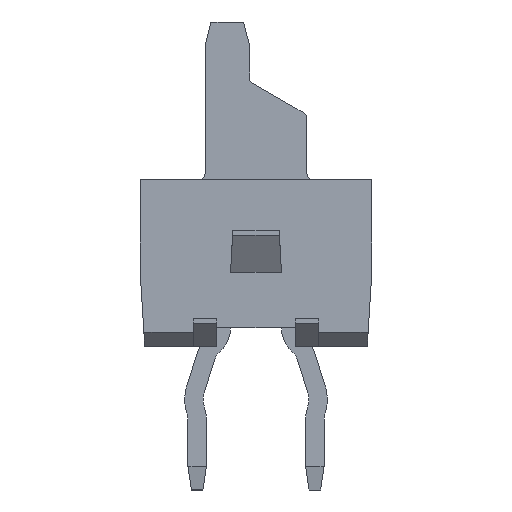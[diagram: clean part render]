
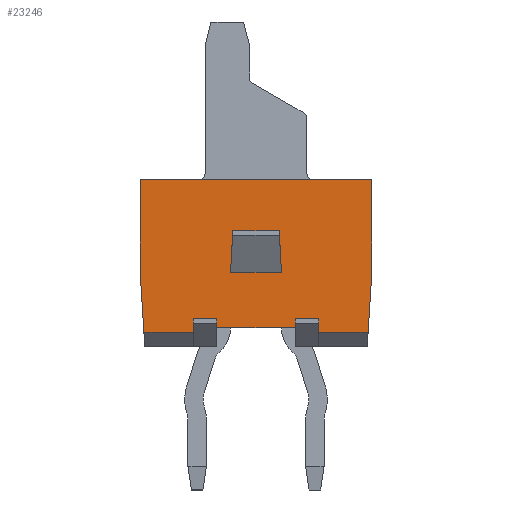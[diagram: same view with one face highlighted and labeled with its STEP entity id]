
A CAD part, front view. The second image highlights one B-rep face of the part: STEP entity #23246.
In plain terms, the highlighted face is planar.
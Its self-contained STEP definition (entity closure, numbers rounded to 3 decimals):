
#1932=ORIENTED_EDGE('',*,*,#6211,.T.);
#1933=ORIENTED_EDGE('',*,*,#6205,.T.);
#1934=ORIENTED_EDGE('',*,*,#6123,.F.);
#1935=ORIENTED_EDGE('',*,*,#6344,.T.);
#1936=ORIENTED_EDGE('',*,*,#6119,.F.);
#1937=ORIENTED_EDGE('',*,*,#6192,.F.);
#1938=ORIENTED_EDGE('',*,*,#6194,.T.);
#1939=ORIENTED_EDGE('',*,*,#6368,.T.);
#1940=ORIENTED_EDGE('',*,*,#6184,.F.);
#1941=ORIENTED_EDGE('',*,*,#6400,.F.);
#1942=ORIENTED_EDGE('',*,*,#6403,.F.);
#1943=ORIENTED_EDGE('',*,*,#6384,.T.);
#1944=ORIENTED_EDGE('',*,*,#6371,.T.);
#1945=ORIENTED_EDGE('',*,*,#6383,.T.);
#1946=ORIENTED_EDGE('',*,*,#6229,.T.);
#1947=ORIENTED_EDGE('',*,*,#6231,.T.);
#1948=ORIENTED_EDGE('',*,*,#6228,.F.);
#1949=ORIENTED_EDGE('',*,*,#6177,.F.);
#6119=EDGE_CURVE('',#8464,#8465,#9997,.T.);
#6123=EDGE_CURVE('',#8467,#8468,#10001,.T.);
#6177=EDGE_CURVE('',#8481,#8482,#10055,.T.);
#6184=EDGE_CURVE('',#8487,#8488,#10062,.T.);
#6192=EDGE_CURVE('',#8491,#8464,#10070,.T.);
#6194=EDGE_CURVE('',#8491,#8492,#10072,.T.);
#6205=EDGE_CURVE('',#8499,#8468,#10083,.T.);
#6211=EDGE_CURVE('',#8502,#8499,#10089,.T.);
#6228=EDGE_CURVE('',#8482,#8511,#10106,.T.);
#6229=EDGE_CURVE('',#8481,#8512,#10107,.T.);
#6231=EDGE_CURVE('',#8512,#8511,#10109,.T.);
#6344=EDGE_CURVE('',#8467,#8465,#10222,.T.);
#6368=EDGE_CURVE('',#8492,#8488,#10246,.T.);
#6371=EDGE_CURVE('',#8604,#8603,#10249,.T.);
#6383=EDGE_CURVE('',#8603,#8502,#10259,.T.);
#6384=EDGE_CURVE('',#8608,#8604,#10260,.T.);
#6400=EDGE_CURVE('',#8620,#8487,#10270,.T.);
#6403=EDGE_CURVE('',#8608,#8620,#10273,.T.);
#8464=VERTEX_POINT('',#31498);
#8465=VERTEX_POINT('',#31500);
#8467=VERTEX_POINT('',#31506);
#8468=VERTEX_POINT('',#31508);
#8481=VERTEX_POINT('',#31597);
#8482=VERTEX_POINT('',#31599);
#8487=VERTEX_POINT('',#31611);
#8488=VERTEX_POINT('',#31613);
#8491=VERTEX_POINT('',#31626);
#8492=VERTEX_POINT('',#31630);
#8499=VERTEX_POINT('',#31654);
#8502=VERTEX_POINT('',#31666);
#8511=VERTEX_POINT('',#31698);
#8512=VERTEX_POINT('',#31702);
#8603=VERTEX_POINT('',#31942);
#8604=VERTEX_POINT('',#31944);
#8608=VERTEX_POINT('',#31971);
#8620=VERTEX_POINT('',#32004);
#9997=LINE('',#31499,#11817);
#10001=LINE('',#31507,#11821);
#10055=LINE('',#31598,#11875);
#10062=LINE('',#31612,#11882);
#10070=LINE('',#31627,#11890);
#10072=LINE('',#31631,#11892);
#10083=LINE('',#31653,#11903);
#10089=LINE('',#31665,#11909);
#10106=LINE('',#31699,#11926);
#10107=LINE('',#31701,#11927);
#10109=LINE('',#31705,#11929);
#10222=LINE('',#31912,#12042);
#10246=LINE('',#31937,#12066);
#10249=LINE('',#31943,#12069);
#10259=LINE('',#31966,#12079);
#10260=LINE('',#31970,#12080);
#10270=LINE('',#32003,#12090);
#10273=LINE('',#32009,#12093);
#11817=VECTOR('',#26383,1000.);
#11821=VECTOR('',#26389,1000.);
#11875=VECTOR('',#26489,1000.);
#11882=VECTOR('',#26498,1000.);
#11890=VECTOR('',#26512,1000.);
#11892=VECTOR('',#26516,1000.);
#11903=VECTOR('',#26537,1000.);
#11909=VECTOR('',#26549,1000.);
#11926=VECTOR('',#26580,1000.);
#11927=VECTOR('',#26583,1000.);
#11929=VECTOR('',#26587,1000.);
#12042=VECTOR('',#26708,1000.);
#12066=VECTOR('',#26734,1000.);
#12069=VECTOR('',#26741,1000.);
#12079=VECTOR('',#26769,1000.);
#12080=VECTOR('',#26776,1000.);
#12090=VECTOR('',#26808,1000.);
#12093=VECTOR('',#26813,1000.);
#13566=EDGE_LOOP('',(#1932,#1933,#1934,#1935,#1936,#1937,#1938,#1939,#1940,
#1941,#1942,#1943,#1944,#1945));
#13567=EDGE_LOOP('',(#1946,#1947,#1948,#1949));
#14636=FACE_BOUND('',#13566,.T.);
#14637=FACE_BOUND('',#13567,.T.);
#15621=PLANE('',#24371);
#23246=ADVANCED_FACE('',(#14636,#14637),#15621,.F.);
#24371=AXIS2_PLACEMENT_3D('',#32008,#26811,#26812);
#26383=DIRECTION('',(0.,0.,-1.));
#26389=DIRECTION('',(0.,0.,1.));
#26489=DIRECTION('',(0.,1.,0.));
#26498=DIRECTION('',(0.,0.062,-0.998));
#26512=DIRECTION('',(0.,1.,0.));
#26516=DIRECTION('',(0.,0.,-1.));
#26537=DIRECTION('',(0.,-1.,0.));
#26549=DIRECTION('',(0.,0.,1.));
#26580=DIRECTION('',(0.,0.055,-0.998));
#26583=DIRECTION('',(0.,-0.055,-0.998));
#26587=DIRECTION('',(0.,1.,0.));
#26708=DIRECTION('',(0.,-1.,0.));
#26734=DIRECTION('',(0.,-1.,0.));
#26741=DIRECTION('',(0.,-0.062,-0.998));
#26769=DIRECTION('',(0.,-1.,0.));
#26776=DIRECTION('',(0.,0.,-1.));
#26808=DIRECTION('',(0.,0.,-1.));
#26811=DIRECTION('',(1.,0.,0.));
#26812=DIRECTION('',(0.,0.,-1.));
#26813=DIRECTION('',(0.,-1.,0.));
#31498=CARTESIAN_POINT('',(-13.715,-0.85,0.6));
#31499=CARTESIAN_POINT('',(-13.715,-0.85,0.6));
#31500=CARTESIAN_POINT('',(-13.715,-0.85,0.4));
#31506=CARTESIAN_POINT('',(-13.715,0.85,0.4));
#31507=CARTESIAN_POINT('',(-13.715,0.85,0.3));
#31508=CARTESIAN_POINT('',(-13.715,0.85,0.6));
#31597=CARTESIAN_POINT('',(-13.715,-0.5,2.5));
#31598=CARTESIAN_POINT('',(-13.715,-0.55,2.5));
#31599=CARTESIAN_POINT('',(-13.715,0.5,2.5));
#31611=CARTESIAN_POINT('',(-13.715,-2.5,1.6));
#31612=CARTESIAN_POINT('',(-13.715,-2.605,3.281));
#31613=CARTESIAN_POINT('',(-13.715,-2.419,0.3));
#31626=CARTESIAN_POINT('',(-13.715,-1.35,0.6));
#31627=CARTESIAN_POINT('',(-13.715,-1.35,0.6));
#31630=CARTESIAN_POINT('',(-13.715,-1.35,0.3));
#31631=CARTESIAN_POINT('',(-13.715,-1.35,0.6));
#31653=CARTESIAN_POINT('',(-13.715,1.35,0.6));
#31654=CARTESIAN_POINT('',(-13.715,1.35,0.6));
#31665=CARTESIAN_POINT('',(-13.715,1.35,0.3));
#31666=CARTESIAN_POINT('',(-13.715,1.35,0.3));
#31698=CARTESIAN_POINT('',(-13.715,0.55,1.6));
#31699=CARTESIAN_POINT('',(-13.715,0.5,2.5));
#31701=CARTESIAN_POINT('',(-13.715,-0.5,2.5));
#31702=CARTESIAN_POINT('',(-13.715,-0.55,1.6));
#31705=CARTESIAN_POINT('',(-13.715,-0.55,1.6));
#31912=CARTESIAN_POINT('',(-13.715,2.5,0.4));
#31937=CARTESIAN_POINT('',(-13.715,2.5,0.3));
#31942=CARTESIAN_POINT('',(-13.715,2.419,0.3));
#31943=CARTESIAN_POINT('',(-13.715,2.625,3.592));
#31944=CARTESIAN_POINT('',(-13.715,2.5,1.6));
#31966=CARTESIAN_POINT('',(-13.715,2.5,0.3));
#31970=CARTESIAN_POINT('',(-13.715,2.5,3.6));
#31971=CARTESIAN_POINT('',(-13.715,2.5,3.6));
#32003=CARTESIAN_POINT('',(-13.715,-2.5,3.6));
#32004=CARTESIAN_POINT('',(-13.715,-2.5,3.6));
#32008=CARTESIAN_POINT('',(-13.715,2.5,3.6));
#32009=CARTESIAN_POINT('',(-13.715,2.5,3.6));
